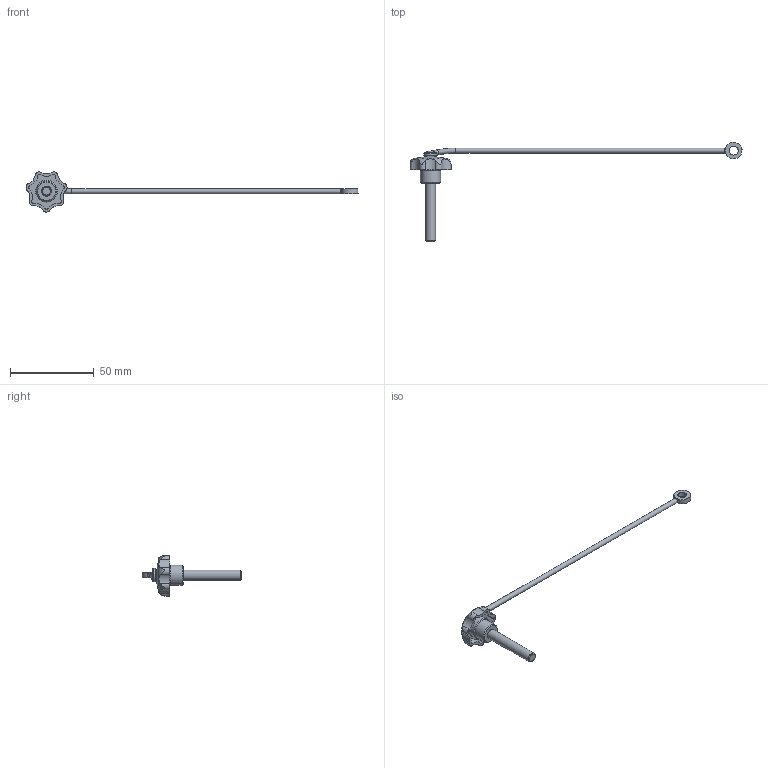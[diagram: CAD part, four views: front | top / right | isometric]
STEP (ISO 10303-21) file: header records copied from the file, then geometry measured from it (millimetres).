
FILE_DESCRIPTION( ( 'STEP AP214' ), '1' );
FILE_NAME( 'K0155.706X35.stp', '2020-11-26T09:29:51', ( '' ), ( '' ), ' ', 'PARTsolutions', ' ' );
FILE_SCHEMA( ( 'AUTOMOTIVE_DESIGN { 1 0 10303 214 1 1 1 1 }' ) );
Length unit declared in the file: millimetre
Products named in the file (1): _K0155.706X35
Bounding box: 198.23 x 59.39 x 24.01 mm (x, y, z)
Volume: 5407.1 mm3; surface area: 4755.1 mm2
Topology: 1 solids, 1 shells, 57 faces, 154 edges, 102 vertices
Faces by surface type: cylinder 37, plane 9, torus 5, cone 4, sphere 2
Full cylindrical faces by diameter (mm): 3 x2, 3.5 x1, 5.3 x1, 6 x1, 8 x1, 12 x1, 13 x1
Entity records: 2493 total; most frequent: CARTESIAN_POINT 696, DIRECTION 277, ORIENTED_EDGE 264, EDGE_CURVE 132, AXIS2_PLACEMENT_3D 124, VERTEX_POINT 95, EDGE_LOOP 77, FACE_OUTER_BOUND 68
